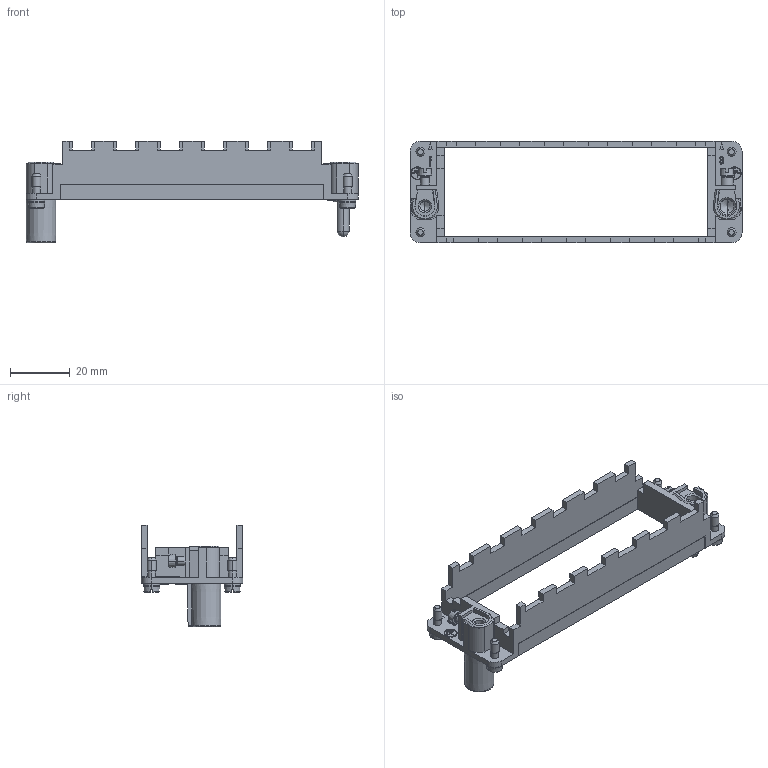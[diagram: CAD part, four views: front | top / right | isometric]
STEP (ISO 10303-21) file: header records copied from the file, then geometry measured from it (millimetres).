
FILE_DESCRIPTION(('Creo Elements/Direct Modeling STEP Export'),'2;1');
FILE_NAME('CX 06 TF.stp','2012-11-07T 8:54:51',(''),(''),'Creo Elements/Direct Modeling STEP processor for AP214 (Solid Model)','Creo Elements/Direct Modeling 18.0B 02-Dec-2011 (C) Parametric Technology GmbH','');
FILE_SCHEMA(('AUTOMOTIVE_DESIGN { 1 0 10303 214 1 1 1 1 }'));
Length unit declared in the file: millimetre
Products named in the file (2): CX_06_TF
Assembly tree (1 placements, depth 2):
  CX_06_TF
    CX_06_TF
Bounding box: 111 x 34 x 34 mm (x, y, z)
Volume: 12258.8 mm3; surface area: 14237.9 mm2
Topology: 1 solids, 1 shells, 679 faces, 1840 edges, 1212 vertices
Faces by surface type: plane 441, cylinder 104, cone 53, extrusion 46, torus 31, sphere 4
Entity records: 27922 total; most frequent: CARTESIAN_POINT 7193, ORIENTED_EDGE 3660, DIRECTION 2863, EDGE_CURVE 1830, VECTOR 1253, VERTEX_POINT 1212, LINE 1207, AXIS2_PLACEMENT_3D 805
